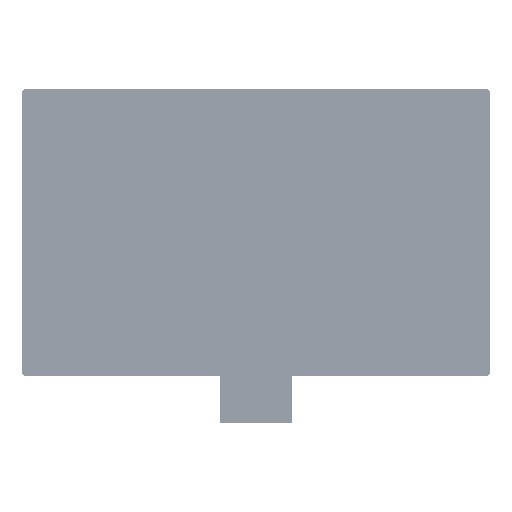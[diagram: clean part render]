
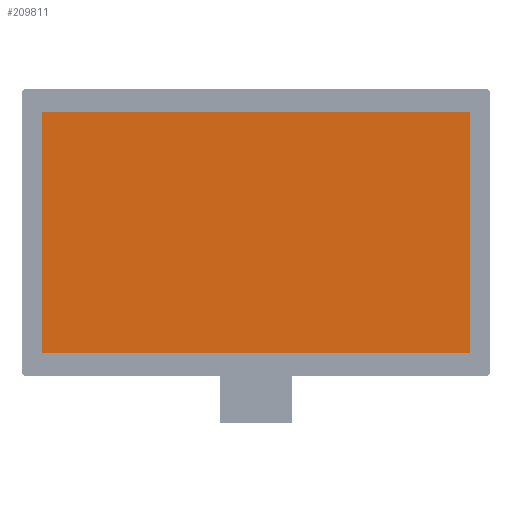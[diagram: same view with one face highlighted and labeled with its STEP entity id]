
A CAD part, top view. The second image highlights one B-rep face of the part: STEP entity #209811.
In plain terms, the highlighted planar face has unit normal (0, 0, 1).
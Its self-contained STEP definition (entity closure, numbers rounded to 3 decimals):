
#4156=PLANE('',#221610);
#11516=FACE_OUTER_BOUND('',#23257,.T.);
#23257=EDGE_LOOP('',(#141985,#141986,#141987,#141988));
#35726=LINE('',#303664,#59126);
#35727=LINE('',#303666,#59127);
#35728=LINE('',#303668,#59128);
#35729=LINE('',#303669,#59129);
#59126=VECTOR('',#241322,10.);
#59127=VECTOR('',#241323,10.);
#59128=VECTOR('',#241324,10.);
#59129=VECTOR('',#241325,10.);
#88894=VERTEX_POINT('',#303662);
#88895=VERTEX_POINT('',#303663);
#88896=VERTEX_POINT('',#303665);
#88897=VERTEX_POINT('',#303667);
#109533=EDGE_CURVE('',#88894,#88895,#35726,.T.);
#109534=EDGE_CURVE('',#88895,#88896,#35727,.T.);
#109535=EDGE_CURVE('',#88896,#88897,#35728,.T.);
#109536=EDGE_CURVE('',#88897,#88894,#35729,.T.);
#141985=ORIENTED_EDGE('',*,*,#109533,.T.);
#141986=ORIENTED_EDGE('',*,*,#109534,.T.);
#141987=ORIENTED_EDGE('',*,*,#109535,.T.);
#141988=ORIENTED_EDGE('',*,*,#109536,.T.);
#209811=ADVANCED_FACE('',(#11516),#4156,.T.);
#221610=AXIS2_PLACEMENT_3D('',#303661,#241320,#241321);
#241320=DIRECTION('center_axis',(0.,0.,1.));
#241321=DIRECTION('ref_axis',(1.,0.,0.));
#241322=DIRECTION('',(1.,0.,0.));
#241323=DIRECTION('',(0.,1.,0.));
#241324=DIRECTION('',(-1.,0.,0.));
#241325=DIRECTION('',(0.,-1.,0.));
#303661=CARTESIAN_POINT('Origin',(0.,-160.5,0.));
#303662=CARTESIAN_POINT('',(-238.6,-134.45,0.));
#303663=CARTESIAN_POINT('',(238.6,-134.45,0.));
#303664=CARTESIAN_POINT('',(-119.3,-134.45,0.));
#303665=CARTESIAN_POINT('',(238.6,134.45,0.));
#303666=CARTESIAN_POINT('',(238.6,-147.475,0.));
#303667=CARTESIAN_POINT('',(-238.6,134.45,0.));
#303668=CARTESIAN_POINT('',(119.3,134.45,0.));
#303669=CARTESIAN_POINT('',(-238.6,-13.025,0.));
